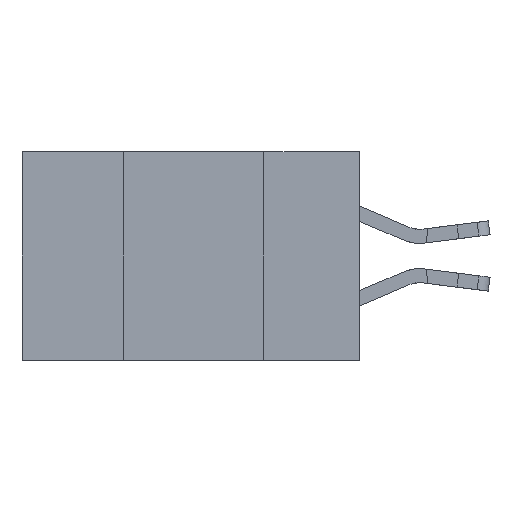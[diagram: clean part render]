
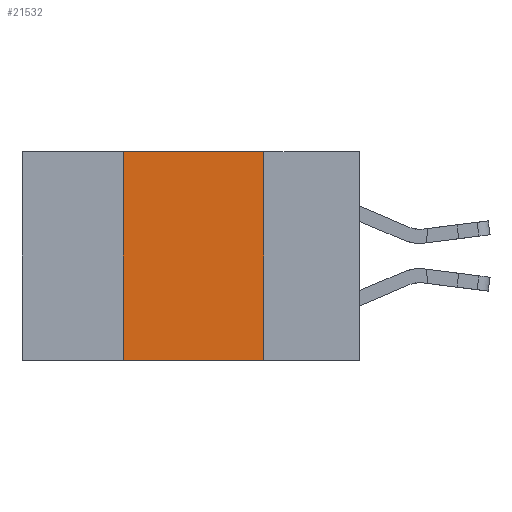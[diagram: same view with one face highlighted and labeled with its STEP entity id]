
A CAD part, left-side view. The second image highlights one B-rep face of the part: STEP entity #21532.
In plain terms, the highlighted planar face has unit normal (-1, 0, 0).
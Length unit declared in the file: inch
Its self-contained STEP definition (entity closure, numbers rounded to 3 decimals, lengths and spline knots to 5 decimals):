
#187 = VERTEX_POINT ( 'NONE', #8904 ) ;
#380 = DIRECTION ( 'NONE',  ( 0., -1., 0. ) ) ;
#1696 = DIRECTION ( 'NONE',  ( 0., -1., 0. ) ) ;
#2311 = EDGE_CURVE ( 'NONE', #13671, #3711, #6192, .T. ) ;
#3012 = EDGE_CURVE ( 'NONE', #3359, #187, #10727, .T. ) ;
#3359 = VERTEX_POINT ( 'NONE', #9806 ) ;
#3711 = VERTEX_POINT ( 'NONE', #8085 ) ;
#3853 = DIRECTION ( 'NONE',  ( 0., 0., -1. ) ) ;
#5510 = PLANE ( 'NONE',  #21398 ) ;
#5611 = VECTOR ( 'NONE', #19269, 39.37008 ) ;
#5869 = ORIENTED_EDGE ( 'NONE', *, *, #3012, .F. ) ;
#6169 = VECTOR ( 'NONE', #380, 39.37008 ) ;
#6192 = LINE ( 'NONE', #13703, #12934 ) ;
#7210 = EDGE_LOOP ( 'NONE', ( #8415, #5869, #10225, #22293 ) ) ;
#8085 = CARTESIAN_POINT ( 'NONE',  ( 0., 0.17, -0.37 ) ) ;
#8257 = LINE ( 'NONE', #10381, #22058 ) ;
#8415 = ORIENTED_EDGE ( 'NONE', *, *, #21646, .F. ) ;
#8904 = CARTESIAN_POINT ( 'NONE',  ( 0., 0.17, 0. ) ) ;
#9806 = CARTESIAN_POINT ( 'NONE',  ( 0., 0.42, 0. ) ) ;
#10197 = FACE_OUTER_BOUND ( 'NONE', #7210, .T. ) ;
#10225 = ORIENTED_EDGE ( 'NONE', *, *, #14460, .F. ) ;
#10381 = CARTESIAN_POINT ( 'NONE',  ( 0., 0.42, 0. ) ) ;
#10727 = LINE ( 'NONE', #17441, #6169 ) ;
#10766 = CARTESIAN_POINT ( 'NONE',  ( 0., 0.17, 0. ) ) ;
#12131 = DIRECTION ( 'NONE',  ( 0., 0., 1. ) ) ;
#12465 = CARTESIAN_POINT ( 'NONE',  ( 0., 0.42, -0.37 ) ) ;
#12934 = VECTOR ( 'NONE', #1696, 39.37008 ) ;
#13671 = VERTEX_POINT ( 'NONE', #12465 ) ;
#13703 = CARTESIAN_POINT ( 'NONE',  ( 0., 0.6, -0.37 ) ) ;
#14460 = EDGE_CURVE ( 'NONE', #13671, #3359, #8257, .T. ) ;
#16077 = DIRECTION ( 'NONE',  ( 1., 0., 0. ) ) ;
#17441 = CARTESIAN_POINT ( 'NONE',  ( 0., 0.6, 0. ) ) ;
#18332 = LINE ( 'NONE', #10766, #5611 ) ;
#19269 = DIRECTION ( 'NONE',  ( 0., 0., -1. ) ) ;
#19569 = CARTESIAN_POINT ( 'NONE',  ( 0., 0.6, 0. ) ) ;
#21398 = AXIS2_PLACEMENT_3D ( 'NONE', #19569, #16077, #3853 ) ;
#21532 = ADVANCED_FACE ( 'NONE', ( #10197 ), #5510, .F. ) ;
#21646 = EDGE_CURVE ( 'NONE', #187, #3711, #18332, .T. ) ;
#22058 = VECTOR ( 'NONE', #12131, 39.37008 ) ;
#22293 = ORIENTED_EDGE ( 'NONE', *, *, #2311, .T. ) ;
